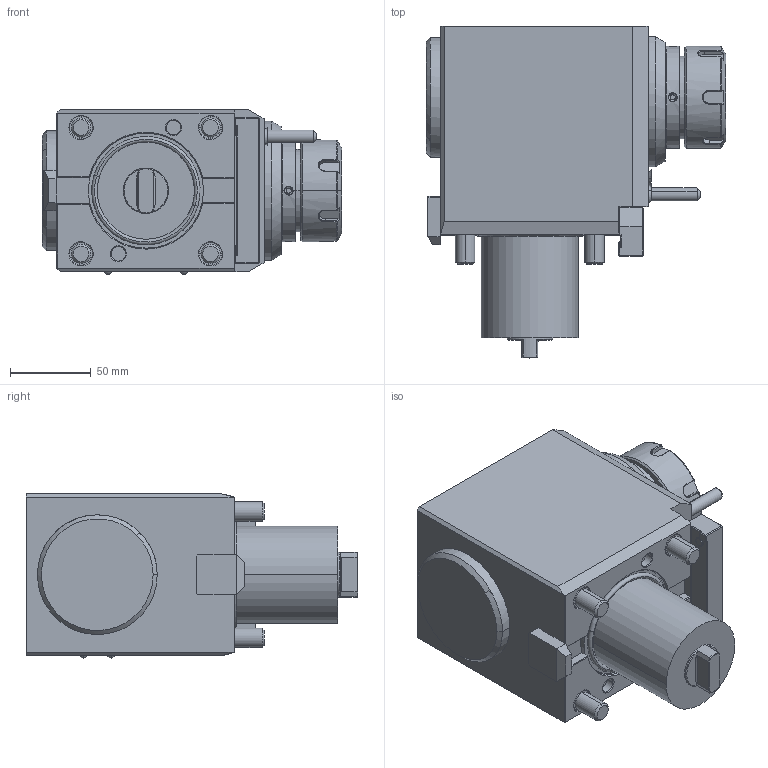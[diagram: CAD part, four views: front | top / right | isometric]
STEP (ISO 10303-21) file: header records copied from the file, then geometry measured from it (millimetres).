
FILE_DESCRIPTION((''),'2;1');
FILE_NAME('NGT2_60_201_40_1_3_85_JB','2020-01-15T',('vali'),('NOVA GRUP'),'PRO/ENGINEER BY PARAMETRIC TECHNOLOGY CORPORATION, 2010280','PRO/ENGINEER BY PARAMETRIC TECHNOLOGY CORPORATION, 2010280','');
FILE_SCHEMA(('CONFIG_CONTROL_DESIGN'));
Length unit declared in the file: millimetre
Products named in the file (1): NGT2_60_201_40_1_3_85_JB
Bounding box: 185 x 205 x 101.6 mm (x, y, z)
Volume: 2038684.8 mm3; surface area: 127561.9 mm2
Topology: 2 solids, 2 shells, 410 faces, 986 edges, 594 vertices
Faces by surface type: plane 196, cylinder 97, cone 61, bspline 38, torus 12, sphere 6
Entity records: 16541 total; most frequent: CARTESIAN_POINT 7453, ORIENTED_EDGE 1940, DIRECTION 1721, EDGE_CURVE 970, VERTEX_POINT 594, AXIS2_PLACEMENT_3D 584, VECTOR 553, LINE 553
